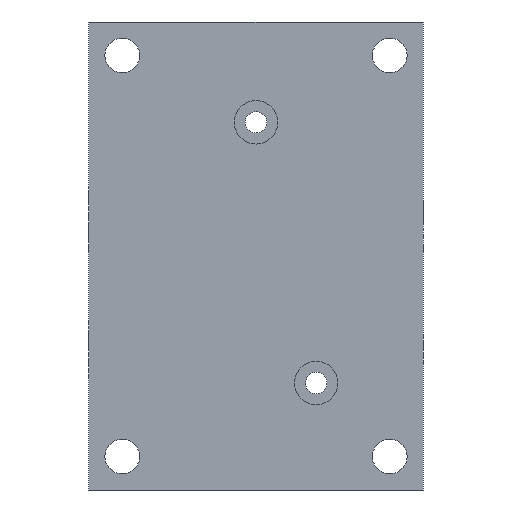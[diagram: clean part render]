
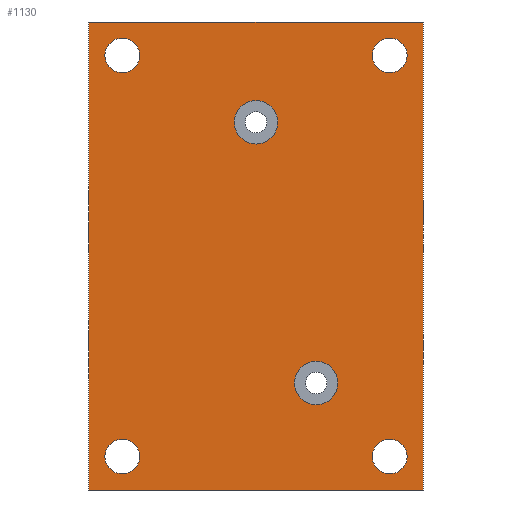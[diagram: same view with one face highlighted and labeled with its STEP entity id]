
A CAD part, front view. The second image highlights one B-rep face of the part: STEP entity #1130.
In plain terms, the highlighted planar face has unit normal (0, -1, 0).
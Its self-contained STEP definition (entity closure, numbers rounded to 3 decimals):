
#18 = VECTOR ( 'NONE', #2440, 1000. ) ;
#38 = CARTESIAN_POINT ( 'NONE',  ( -20., 0., 32.6 ) ) ;
#70 = FACE_BOUND ( 'NONE', #258, .T. ) ;
#74 = EDGE_CURVE ( 'NONE', #2228, #1410, #441, .T. ) ;
#78 = VERTEX_POINT ( 'NONE', #1900 ) ;
#93 = DIRECTION ( 'NONE',  ( 0., 0., 1. ) ) ;
#115 = LINE ( 'NONE', #1543, #501 ) ;
#123 = CARTESIAN_POINT ( 'NONE',  ( 25., 0., -35. ) ) ;
#151 = CIRCLE ( 'NONE', #1899, 2.6 ) ;
#157 = AXIS2_PLACEMENT_3D ( 'NONE', #1155, #339, #93 ) ;
#161 = CARTESIAN_POINT ( 'NONE',  ( 9., 0., -19. ) ) ;
#171 = EDGE_LOOP ( 'NONE', ( #263, #1105 ) ) ;
#231 = DIRECTION ( 'NONE',  ( 0., 0., 1. ) ) ;
#258 = EDGE_LOOP ( 'NONE', ( #2603, #1758 ) ) ;
#263 = ORIENTED_EDGE ( 'NONE', *, *, #2022, .F. ) ;
#271 = FACE_OUTER_BOUND ( 'NONE', #1655, .T. ) ;
#278 = CARTESIAN_POINT ( 'NONE',  ( -20., 0., -27.4 ) ) ;
#326 = DIRECTION ( 'NONE',  ( 0., -1., 0. ) ) ;
#336 = CARTESIAN_POINT ( 'NONE',  ( -25., 0., 35. ) ) ;
#339 = DIRECTION ( 'NONE',  ( 0., 1., 0. ) ) ;
#344 = EDGE_CURVE ( 'NONE', #428, #1494, #953, .T. ) ;
#351 = FACE_BOUND ( 'NONE', #1880, .T. ) ;
#358 = CARTESIAN_POINT ( 'NONE',  ( 25., 0., 35. ) ) ;
#372 = CARTESIAN_POINT ( 'NONE',  ( 20., 0., 27.4 ) ) ;
#387 = CARTESIAN_POINT ( 'NONE',  ( -20., 0., 27.4 ) ) ;
#408 = DIRECTION ( 'NONE',  ( 0., 0., 1. ) ) ;
#410 = EDGE_CURVE ( 'NONE', #2121, #2566, #2291, .T. ) ;
#411 = CIRCLE ( 'NONE', #833, 2.6 ) ;
#424 = VERTEX_POINT ( 'NONE', #278 ) ;
#428 = VERTEX_POINT ( 'NONE', #2357 ) ;
#441 = CIRCLE ( 'NONE', #2060, 3.25 ) ;
#449 = DIRECTION ( 'NONE',  ( 0., 1., 0. ) ) ;
#477 = DIRECTION ( 'NONE',  ( 0., 0., 1. ) ) ;
#493 = CARTESIAN_POINT ( 'NONE',  ( 20., 0., -32.6 ) ) ;
#494 = CARTESIAN_POINT ( 'NONE',  ( -25., 0., -35. ) ) ;
#501 = VECTOR ( 'NONE', #477, 1000. ) ;
#509 = DIRECTION ( 'NONE',  ( 0., -1., 0. ) ) ;
#518 = EDGE_CURVE ( 'NONE', #424, #2509, #1721, .T. ) ;
#527 = ORIENTED_EDGE ( 'NONE', *, *, #1666, .T. ) ;
#545 = CIRCLE ( 'NONE', #1775, 3.25 ) ;
#557 = ORIENTED_EDGE ( 'NONE', *, *, #344, .F. ) ;
#575 = DIRECTION ( 'NONE',  ( 0., 1., 0. ) ) ;
#602 = ORIENTED_EDGE ( 'NONE', *, *, #2295, .F. ) ;
#630 = CIRCLE ( 'NONE', #1908, 2.6 ) ;
#649 = ORIENTED_EDGE ( 'NONE', *, *, #2394, .T. ) ;
#681 = CARTESIAN_POINT ( 'NONE',  ( 20., 0., 30. ) ) ;
#687 = DIRECTION ( 'NONE',  ( 0., 0., -1. ) ) ;
#689 = VERTEX_POINT ( 'NONE', #493 ) ;
#708 = CIRCLE ( 'NONE', #1388, 2.6 ) ;
#715 = CARTESIAN_POINT ( 'NONE',  ( 0., 0., 20. ) ) ;
#750 = EDGE_CURVE ( 'NONE', #2400, #856, #1320, .T. ) ;
#772 = EDGE_CURVE ( 'NONE', #1828, #2400, #115, .T. ) ;
#781 = DIRECTION ( 'NONE',  ( 0., -1., 0. ) ) ;
#808 = VECTOR ( 'NONE', #687, 1000. ) ;
#833 = AXIS2_PLACEMENT_3D ( 'NONE', #2316, #990, #408 ) ;
#856 = VERTEX_POINT ( 'NONE', #358 ) ;
#867 = CARTESIAN_POINT ( 'NONE',  ( 20., 0., 32.6 ) ) ;
#953 = CIRCLE ( 'NONE', #1593, 3.25 ) ;
#963 = DIRECTION ( 'NONE',  ( 0., 0., -1. ) ) ;
#975 = CARTESIAN_POINT ( 'NONE',  ( 9., 0., -22.25 ) ) ;
#978 = DIRECTION ( 'NONE',  ( 0., 0., -1. ) ) ;
#984 = CARTESIAN_POINT ( 'NONE',  ( -20., 0., 30. ) ) ;
#990 = DIRECTION ( 'NONE',  ( 0., 1., 0. ) ) ;
#1003 = CARTESIAN_POINT ( 'NONE',  ( 0., 0., 23.25 ) ) ;
#1013 = AXIS2_PLACEMENT_3D ( 'NONE', #1660, #1671, #2536 ) ;
#1019 = EDGE_CURVE ( 'NONE', #2372, #1891, #151, .T. ) ;
#1027 = EDGE_LOOP ( 'NONE', ( #1180, #1993 ) ) ;
#1060 = CIRCLE ( 'NONE', #1013, 2.6 ) ;
#1063 = LINE ( 'NONE', #1289, #808 ) ;
#1105 = ORIENTED_EDGE ( 'NONE', *, *, #74, .F. ) ;
#1115 = CARTESIAN_POINT ( 'NONE',  ( 0., 0., 16.75 ) ) ;
#1130 = ADVANCED_FACE ( 'NONE', ( #2180, #1157, #351, #1707, #271, #2337, #70 ), #1364, .T. ) ;
#1154 = DIRECTION ( 'NONE',  ( 0., 1., 0. ) ) ;
#1155 = CARTESIAN_POINT ( 'NONE',  ( 20., 0., -30. ) ) ;
#1157 = FACE_BOUND ( 'NONE', #171, .T. ) ;
#1180 = ORIENTED_EDGE ( 'NONE', *, *, #410, .T. ) ;
#1191 = CARTESIAN_POINT ( 'NONE',  ( -20., 0., -32.6 ) ) ;
#1205 = DIRECTION ( 'NONE',  ( 0., 0., 1. ) ) ;
#1234 = EDGE_CURVE ( 'NONE', #1494, #428, #545, .T. ) ;
#1254 = DIRECTION ( 'NONE',  ( 0., 0., 1. ) ) ;
#1289 = CARTESIAN_POINT ( 'NONE',  ( 25., 0., 35. ) ) ;
#1297 = DIRECTION ( 'NONE',  ( 0., 0., -1. ) ) ;
#1309 = CARTESIAN_POINT ( 'NONE',  ( 9., 0., -19. ) ) ;
#1320 = LINE ( 'NONE', #1695, #2588 ) ;
#1324 = CARTESIAN_POINT ( 'NONE',  ( -20., 0., 30. ) ) ;
#1358 = CARTESIAN_POINT ( 'NONE',  ( 20., 0., -27.4 ) ) ;
#1364 = PLANE ( 'NONE',  #2171 ) ;
#1388 = AXIS2_PLACEMENT_3D ( 'NONE', #984, #575, #1794 ) ;
#1410 = VERTEX_POINT ( 'NONE', #1115 ) ;
#1412 = CARTESIAN_POINT ( 'NONE',  ( -20., 0., -30. ) ) ;
#1428 = EDGE_LOOP ( 'NONE', ( #2277, #649 ) ) ;
#1433 = EDGE_CURVE ( 'NONE', #1953, #689, #2352, .T. ) ;
#1494 = VERTEX_POINT ( 'NONE', #975 ) ;
#1495 = DIRECTION ( 'NONE',  ( 0., -1., 0. ) ) ;
#1511 = CARTESIAN_POINT ( 'NONE',  ( 0., 0., 20. ) ) ;
#1543 = CARTESIAN_POINT ( 'NONE',  ( -25., 0., 35. ) ) ;
#1593 = AXIS2_PLACEMENT_3D ( 'NONE', #1309, #1754, #1297 ) ;
#1607 = CARTESIAN_POINT ( 'NONE',  ( -25., 0., -35. ) ) ;
#1655 = EDGE_LOOP ( 'NONE', ( #1860, #1854, #1769, #602 ) ) ;
#1660 = CARTESIAN_POINT ( 'NONE',  ( -20., 0., -30. ) ) ;
#1666 = EDGE_CURVE ( 'NONE', #2509, #424, #1060, .T. ) ;
#1671 = DIRECTION ( 'NONE',  ( 0., 1., 0. ) ) ;
#1694 = EDGE_CURVE ( 'NONE', #1891, #2372, #630, .T. ) ;
#1695 = CARTESIAN_POINT ( 'NONE',  ( -25., 0., 35. ) ) ;
#1704 = CIRCLE ( 'NONE', #2040, 3.25 ) ;
#1707 = FACE_BOUND ( 'NONE', #1428, .T. ) ;
#1721 = CIRCLE ( 'NONE', #2156, 2.6 ) ;
#1754 = DIRECTION ( 'NONE',  ( 0., -1., 0. ) ) ;
#1758 = ORIENTED_EDGE ( 'NONE', *, *, #1694, .T. ) ;
#1769 = ORIENTED_EDGE ( 'NONE', *, *, #772, .F. ) ;
#1775 = AXIS2_PLACEMENT_3D ( 'NONE', #161, #781, #978 ) ;
#1794 = DIRECTION ( 'NONE',  ( 0., 0., 1. ) ) ;
#1828 = VERTEX_POINT ( 'NONE', #494 ) ;
#1841 = AXIS2_PLACEMENT_3D ( 'NONE', #1324, #1154, #2328 ) ;
#1854 = ORIENTED_EDGE ( 'NONE', *, *, #750, .F. ) ;
#1860 = ORIENTED_EDGE ( 'NONE', *, *, #2111, .F. ) ;
#1880 = EDGE_LOOP ( 'NONE', ( #2164, #527 ) ) ;
#1891 = VERTEX_POINT ( 'NONE', #372 ) ;
#1899 = AXIS2_PLACEMENT_3D ( 'NONE', #2065, #449, #231 ) ;
#1900 = CARTESIAN_POINT ( 'NONE',  ( 25., 0., -35. ) ) ;
#1908 = AXIS2_PLACEMENT_3D ( 'NONE', #681, #2297, #1254 ) ;
#1927 = DIRECTION ( 'NONE',  ( 0., 0., -1. ) ) ;
#1953 = VERTEX_POINT ( 'NONE', #1358 ) ;
#1993 = ORIENTED_EDGE ( 'NONE', *, *, #2496, .T. ) ;
#2000 = DIRECTION ( 'NONE',  ( 0., 1., 0. ) ) ;
#2022 = EDGE_CURVE ( 'NONE', #1410, #2228, #1704, .T. ) ;
#2040 = AXIS2_PLACEMENT_3D ( 'NONE', #715, #1495, #1927 ) ;
#2060 = AXIS2_PLACEMENT_3D ( 'NONE', #1511, #509, #2308 ) ;
#2065 = CARTESIAN_POINT ( 'NONE',  ( 20., 0., 30. ) ) ;
#2111 = EDGE_CURVE ( 'NONE', #856, #78, #1063, .T. ) ;
#2121 = VERTEX_POINT ( 'NONE', #38 ) ;
#2122 = ORIENTED_EDGE ( 'NONE', *, *, #1234, .F. ) ;
#2156 = AXIS2_PLACEMENT_3D ( 'NONE', #1412, #2000, #1205 ) ;
#2164 = ORIENTED_EDGE ( 'NONE', *, *, #518, .T. ) ;
#2171 = AXIS2_PLACEMENT_3D ( 'NONE', #123, #326, #963 ) ;
#2180 = FACE_BOUND ( 'NONE', #2253, .T. ) ;
#2228 = VERTEX_POINT ( 'NONE', #1003 ) ;
#2253 = EDGE_LOOP ( 'NONE', ( #2122, #557 ) ) ;
#2277 = ORIENTED_EDGE ( 'NONE', *, *, #1433, .T. ) ;
#2291 = CIRCLE ( 'NONE', #1841, 2.6 ) ;
#2295 = EDGE_CURVE ( 'NONE', #78, #1828, #2299, .T. ) ;
#2297 = DIRECTION ( 'NONE',  ( 0., 1., 0. ) ) ;
#2299 = LINE ( 'NONE', #1607, #18 ) ;
#2308 = DIRECTION ( 'NONE',  ( 0., 0., -1. ) ) ;
#2316 = CARTESIAN_POINT ( 'NONE',  ( 20., 0., -30. ) ) ;
#2328 = DIRECTION ( 'NONE',  ( 0., 0., 1. ) ) ;
#2337 = FACE_BOUND ( 'NONE', #1027, .T. ) ;
#2352 = CIRCLE ( 'NONE', #157, 2.6 ) ;
#2357 = CARTESIAN_POINT ( 'NONE',  ( 9., 0., -15.75 ) ) ;
#2372 = VERTEX_POINT ( 'NONE', #867 ) ;
#2394 = EDGE_CURVE ( 'NONE', #689, #1953, #411, .T. ) ;
#2400 = VERTEX_POINT ( 'NONE', #336 ) ;
#2440 = DIRECTION ( 'NONE',  ( -1., 0., 0. ) ) ;
#2496 = EDGE_CURVE ( 'NONE', #2566, #2121, #708, .T. ) ;
#2509 = VERTEX_POINT ( 'NONE', #1191 ) ;
#2535 = DIRECTION ( 'NONE',  ( 1., 0., 0. ) ) ;
#2536 = DIRECTION ( 'NONE',  ( 0., 0., 1. ) ) ;
#2566 = VERTEX_POINT ( 'NONE', #387 ) ;
#2588 = VECTOR ( 'NONE', #2535, 1000. ) ;
#2603 = ORIENTED_EDGE ( 'NONE', *, *, #1019, .T. ) ;
